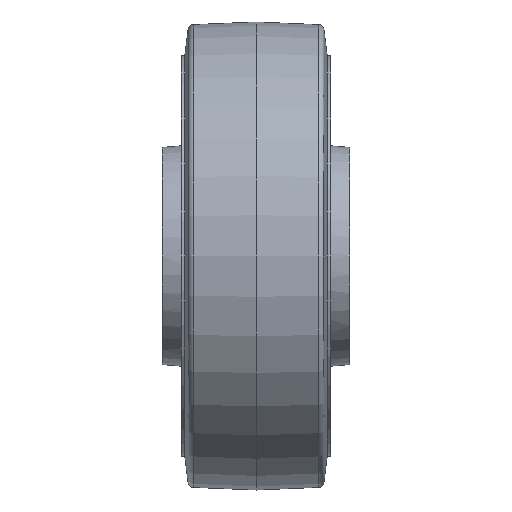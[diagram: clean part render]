
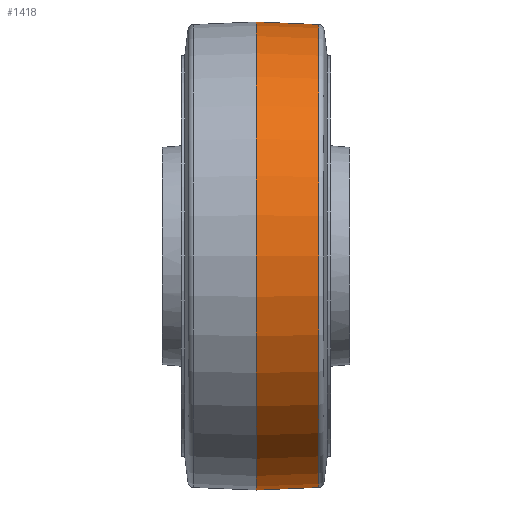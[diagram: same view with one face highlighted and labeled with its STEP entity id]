
A CAD part, front view. The second image highlights one B-rep face of the part: STEP entity #1418.
In plain terms, the highlighted conical face has half-angle 2.386 degrees and reference radius 61.75 mm.
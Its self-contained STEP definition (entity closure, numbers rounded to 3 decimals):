
#362 = DIRECTION ( 'NONE',  ( 0., 0., 1. ) ) ;
#1418 = ADVANCED_FACE ( 'NONE', ( #9320 ), #3431, .T. ) ;
#1614 = LINE ( 'NONE', #10553, #13174 ) ;
#1829 = AXIS2_PLACEMENT_3D ( 'NONE', #3601, #5105, #2162 ) ;
#2162 = DIRECTION ( 'NONE',  ( 0., 0., 1. ) ) ;
#3199 = CARTESIAN_POINT ( 'NONE',  ( 41.727, 0., 61.803 ) ) ;
#3431 = CONICAL_SURFACE ( 'NONE', #1829, 61.75, 0.042 ) ;
#3601 = CARTESIAN_POINT ( 'NONE',  ( 43., 0., 0. ) ) ;
#3737 = DIRECTION ( 'NONE',  ( -0.999, 0., -0.042 ) ) ;
#4884 = VERTEX_POINT ( 'NONE', #3199 ) ;
#5105 = DIRECTION ( 'NONE',  ( -1., 0., 0. ) ) ;
#5433 = VECTOR ( 'NONE', #3737, 1000. ) ;
#5452 = CARTESIAN_POINT ( 'NONE',  ( 41.727, 0., 0. ) ) ;
#5882 = LINE ( 'NONE', #14300, #5433 ) ;
#6973 = DIRECTION ( 'NONE',  ( 0., 0., -1. ) ) ;
#7473 = EDGE_LOOP ( 'NONE', ( #11094, #18217, #13141, #15618 ) ) ;
#7622 = EDGE_CURVE ( 'NONE', #12473, #16503, #5882, .T. ) ;
#8055 = CARTESIAN_POINT ( 'NONE',  ( 25., 0., 62.5 ) ) ;
#9320 = FACE_OUTER_BOUND ( 'NONE', #7473, .T. ) ;
#9417 = DIRECTION ( 'NONE',  ( -1., 0., 0. ) ) ;
#9739 = EDGE_CURVE ( 'NONE', #16503, #9848, #17934, .T. ) ;
#9848 = VERTEX_POINT ( 'NONE', #8055 ) ;
#10214 = AXIS2_PLACEMENT_3D ( 'NONE', #18531, #9417, #362 ) ;
#10261 = CARTESIAN_POINT ( 'NONE',  ( 25., 0., -62.5 ) ) ;
#10553 = CARTESIAN_POINT ( 'NONE',  ( 43., 0., 61.75 ) ) ;
#10634 = EDGE_CURVE ( 'NONE', #12473, #4884, #12074, .T. ) ;
#11094 = ORIENTED_EDGE ( 'NONE', *, *, #7622, .F. ) ;
#12074 = CIRCLE ( 'NONE', #16688, 61.803 ) ;
#12473 = VERTEX_POINT ( 'NONE', #12552 ) ;
#12552 = CARTESIAN_POINT ( 'NONE',  ( 41.727, 0., -61.803 ) ) ;
#13141 = ORIENTED_EDGE ( 'NONE', *, *, #19314, .T. ) ;
#13174 = VECTOR ( 'NONE', #13644, 1000. ) ;
#13644 = DIRECTION ( 'NONE',  ( -0.999, 0., 0.042 ) ) ;
#14300 = CARTESIAN_POINT ( 'NONE',  ( 43., 0., -61.75 ) ) ;
#15618 = ORIENTED_EDGE ( 'NONE', *, *, #9739, .F. ) ;
#16008 = DIRECTION ( 'NONE',  ( -1., 0., 0. ) ) ;
#16503 = VERTEX_POINT ( 'NONE', #10261 ) ;
#16688 = AXIS2_PLACEMENT_3D ( 'NONE', #5452, #16008, #6973 ) ;
#17934 = CIRCLE ( 'NONE', #10214, 62.5 ) ;
#18217 = ORIENTED_EDGE ( 'NONE', *, *, #10634, .T. ) ;
#18531 = CARTESIAN_POINT ( 'NONE',  ( 25., 0., 0. ) ) ;
#19314 = EDGE_CURVE ( 'NONE', #4884, #9848, #1614, .T. ) ;
